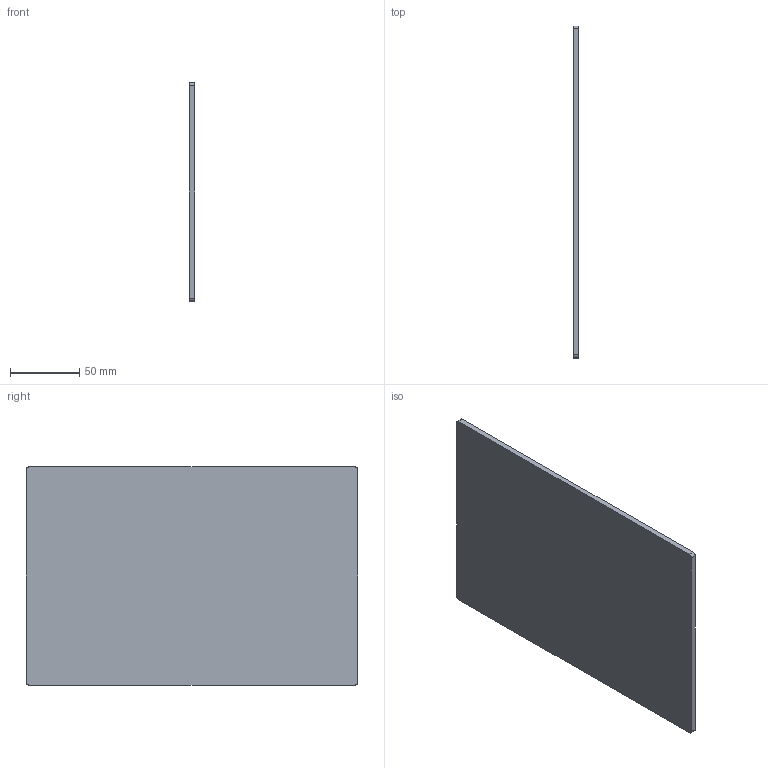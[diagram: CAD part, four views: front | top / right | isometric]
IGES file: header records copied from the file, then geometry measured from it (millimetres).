
Global section: file name: 115620; native system: Autodesk Inventor 2014; preprocessor: unknown; author: seihe2; date: 20150206.140216; units: millimetre
Bounding box: 4 x 240 x 158 mm (x, y, z)
Volume: 151554.5 mm3; surface area: 79136.6 mm2
Topology: 1 solids, 1 shells, 15 faces, 36 edges, 24 vertices
Faces by surface type: plane 11, cylinder 4
